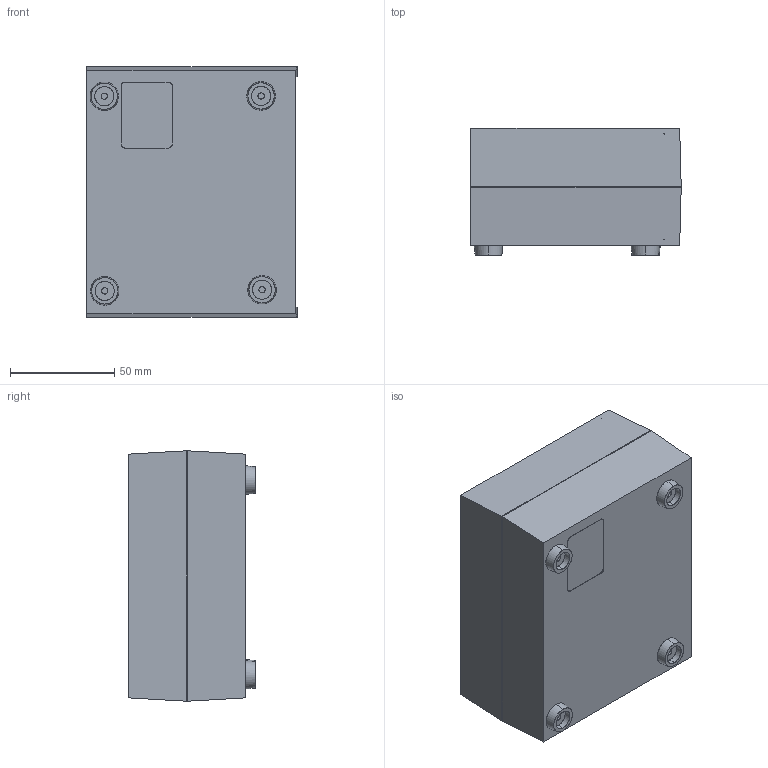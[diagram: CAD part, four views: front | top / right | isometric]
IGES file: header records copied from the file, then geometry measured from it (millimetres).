
Start section: SolidWorks IGES file using analytic representation for surfaces
Global section: file name: KM-56.IGS; native system: SolidWorks 2013; preprocessor: SolidWorks 2013; author: RAKS; date: 190514.103021; units: millimetre
Bounding box: 100.8 x 60.7 x 120 mm (x, y, z)
Surface area: 105936.8 mm2 (no closed solid volume)
Topology: 0 solids, 0 shells, 312 faces, 4952 edges, 4952 vertices
Faces by surface type: bspline 172, revolution 140
